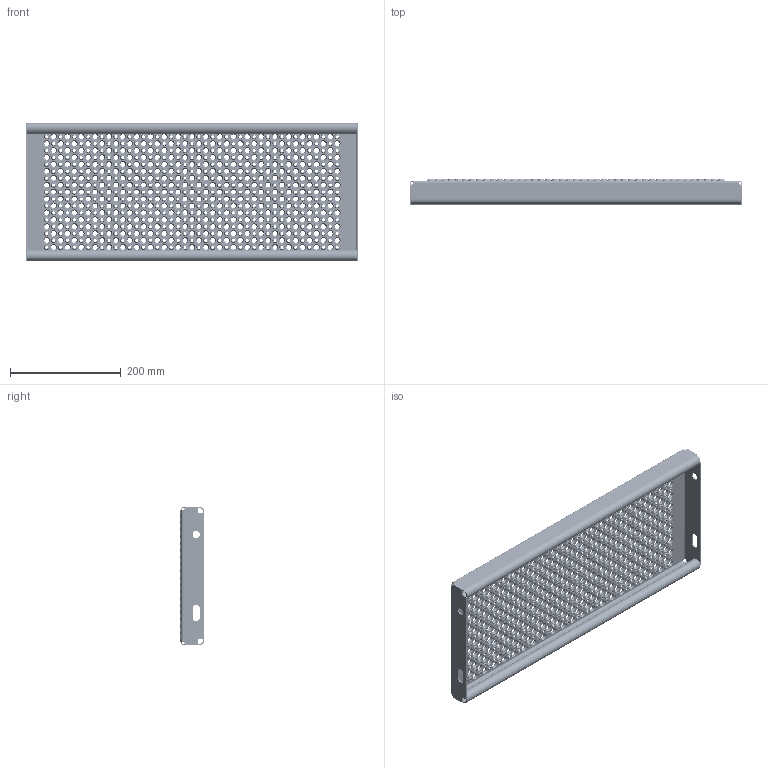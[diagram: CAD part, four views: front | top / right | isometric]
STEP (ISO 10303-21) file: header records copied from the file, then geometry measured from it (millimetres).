
FILE_DESCRIPTION (( 'STEP AP203' ), '1' );
FILE_NAME ('00000_ACHILTRIN_250X600X45_M_OPTRÆK.STEP', '2011-08-09T11:39:08', ( 'JKJ' ), ( '' ), 'SwSTEP 2.0', 'SolidWorks 2011', '' );
FILE_SCHEMA (( 'CONFIG_CONTROL_DESIGN' ));
Products named in the file (1): 00000_ACHILTRIN_250X600X45_M_OPTRÆK
Bounding box: 600 x 45 x 250 mm (x, y, z)
Volume: 522635.3 mm3; surface area: 551559.7 mm2
Topology: 1 solids, 1 shells, 5801 faces, 13272 edges, 8290 vertices
Faces by surface type: cone 3268, cylinder 1670, plane 855, bspline 8
Entity records: 169625 total; most frequent: DIRECTION 33054, CARTESIAN_POINT 27956, ORIENTED_EDGE 26544, AXIS2_PLACEMENT_3D 14020, EDGE_CURVE 13272, VERTEX_POINT 8290, EDGE_LOOP 8260, CIRCLE 8226
